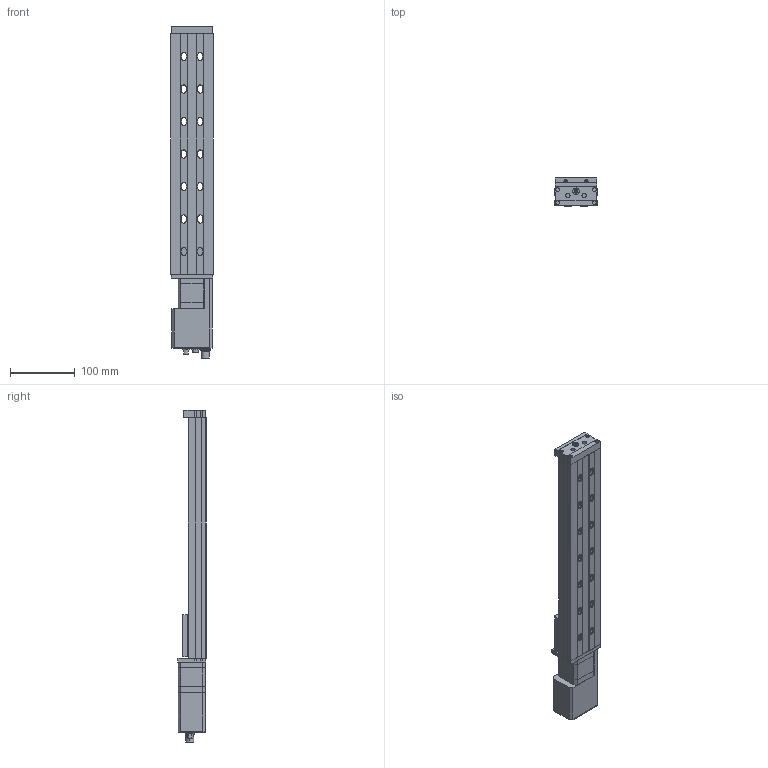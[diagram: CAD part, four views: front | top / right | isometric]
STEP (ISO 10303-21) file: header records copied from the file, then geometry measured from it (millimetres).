
FILE_DESCRIPTION (( 'STEP AP203' ), '1' );
FILE_NAME ('X-LSQ300x-E01.step', '2023-05-17T23:27:26', ( '' ), ( '' ), 'SwSTEP 2.0', 'SolidWorks 2019', '' );
FILE_SCHEMA (( 'CONFIG_CONTROL_DESIGN' ));
Length unit declared in the file: millimetre
Products named in the file (4): NMS17_motor^LSQ_X-LSQ-E01; LSQ_carriage^LSQ_Standard; X-LSQ300x-E01; LSQ_base^LSQ_LSQ300
Assembly tree (3 placements, depth 2):
  X-LSQ300x-E01
    LSQ_base^LSQ_LSQ300
    LSQ_carriage^LSQ_Standard
    NMS17_motor^LSQ_X-LSQ-E01
Bounding box: 65 x 43.1 x 510.85 mm (x, y, z)
Volume: 632487.9 mm3; surface area: 189064.8 mm2
Topology: 29 solids, 29 shells, 885 faces, 2280 edges, 1488 vertices
Faces by surface type: plane 467, cylinder 376, cone 32, torus 10
Entity records: 28034 total; most frequent: CARTESIAN_POINT 5301, DIRECTION 4808, ORIENTED_EDGE 4536, EDGE_CURVE 2268, AXIS2_PLACEMENT_3D 1735, VERTEX_POINT 1488, VECTOR 1338, LINE 1338
